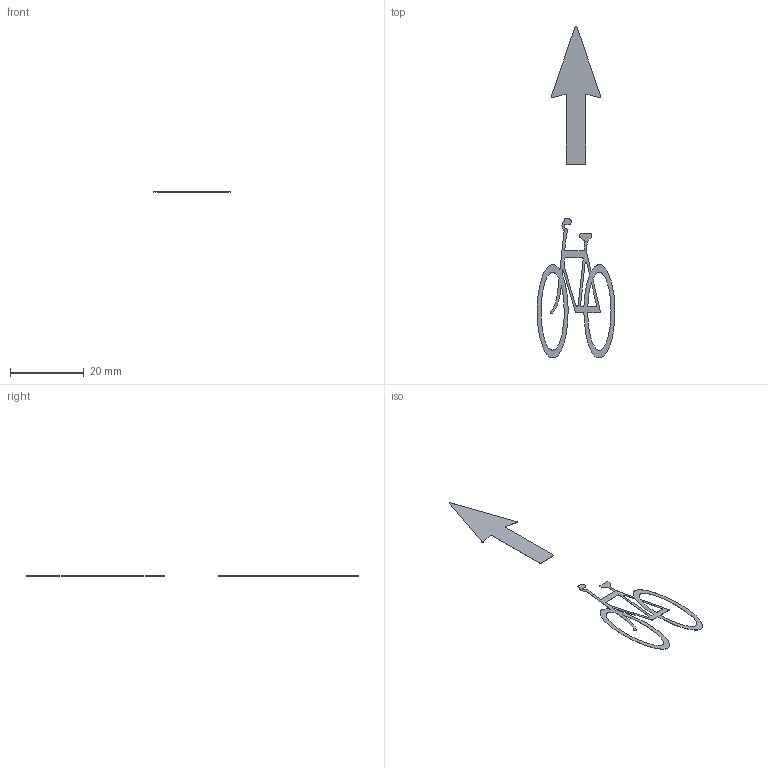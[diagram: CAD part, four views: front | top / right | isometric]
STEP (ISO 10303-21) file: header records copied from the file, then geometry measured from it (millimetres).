
FILE_DESCRIPTION(/* description */ (''),/* implementation_level */ '2;1');
FILE_NAME(/* name */ 'scale bike lane marking 1 text only',/* time_stamp */ '2025-01-28T13:45:12-05:00',/* author */ (''),/* organization */ (''),/* preprocessor_version */ 'ST-DEVELOPER v19.2',/* originating_system */ 'Rhino 8.15',/* authorisation */ '');
FILE_SCHEMA (('CONFIG_CONTROL_DESIGN'));
Length unit declared in the file: inch
Products named in the file (1): Document
Bounding box: 21.16 x 90.25 x 0.05 mm (x, y, z)
Volume: 21.6 mm3; surface area: 877.9 mm2
Topology: 2 solids, 2 shells, 81 faces, 231 edges, 154 vertices
Faces by surface type: plane 40, cylinder 32, bspline 9
Entity records: 2867 total; most frequent: CARTESIAN_POINT 1018, ORIENTED_EDGE 462, EDGE_CURVE 231, DIRECTION 204, VERTEX_POINT 154, AXIS2_PLACEMENT_3D 138, B_SPLINE_CURVE_WITH_KNOTS 106, EDGE_LOOP 91
